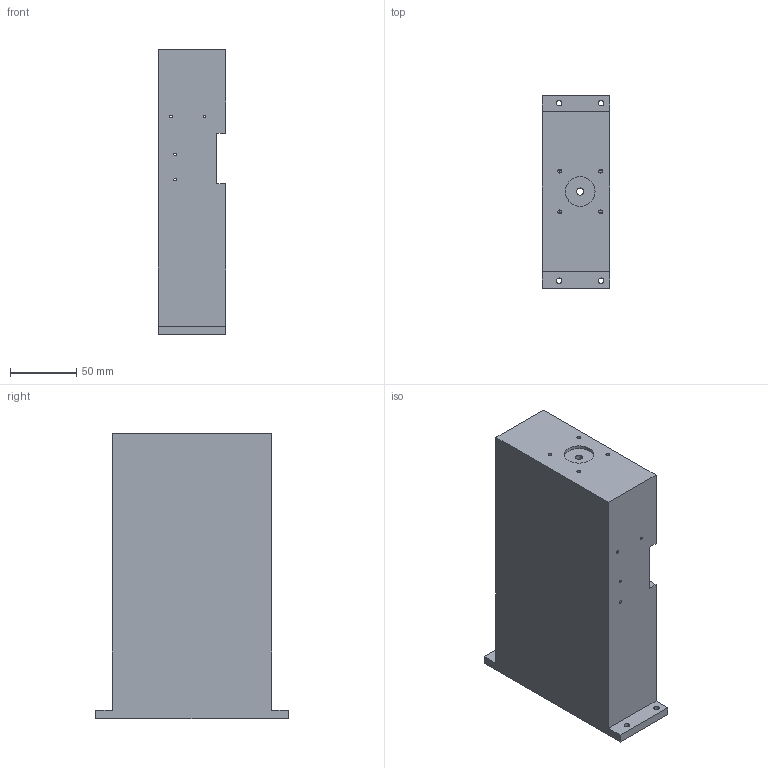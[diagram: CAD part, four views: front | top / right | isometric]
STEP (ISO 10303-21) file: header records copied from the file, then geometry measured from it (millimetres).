
FILE_DESCRIPTION (( 'STEP AP214' ), '1' );
FILE_NAME ('1x DESTACKER V2 2. Elevator well.STEP', '2024-07-03T04:37:29', ( '' ), ( '' ), 'SwSTEP 2.0', 'SolidWorks 2023', '' );
FILE_SCHEMA (( 'AUTOMOTIVE_DESIGN' ));
Length unit declared in the file: inch
Products named in the file (1): 1x DESTACKER V2 2. Elevator well
Bounding box: 50.8 x 146.05 x 215.9 mm (x, y, z)
Volume: 457494.7 mm3; surface area: 118099 mm2
Topology: 1 solids, 1 shells, 92 faces, 254 edges, 168 vertices
Faces by surface type: cylinder 58, plane 32, torus 2
Entity records: 3115 total; most frequent: DIRECTION 550, CARTESIAN_POINT 549, ORIENTED_EDGE 508, EDGE_CURVE 254, AXIS2_PLACEMENT_3D 207, VERTEX_POINT 168, EDGE_LOOP 138, VECTOR 136
